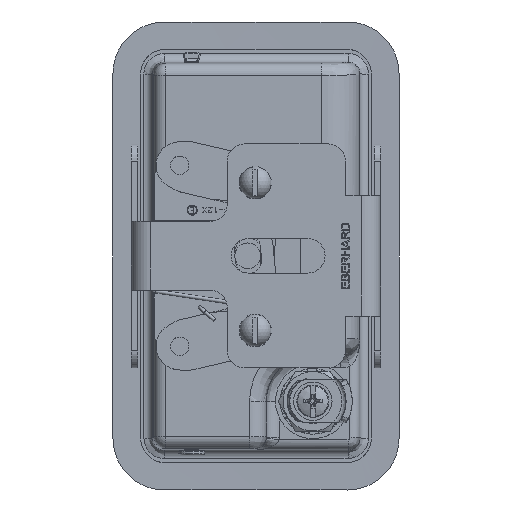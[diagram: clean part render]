
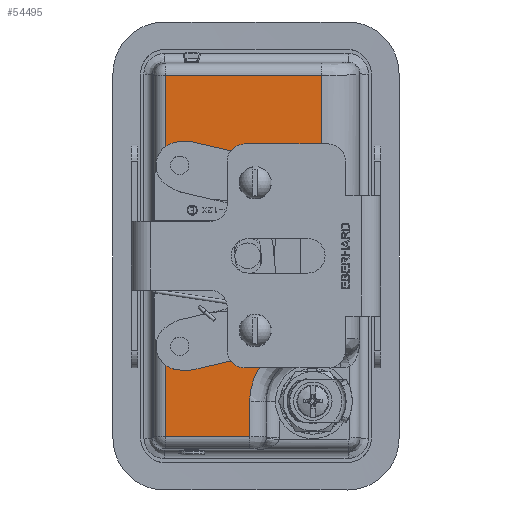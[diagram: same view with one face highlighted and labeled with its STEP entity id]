
A CAD part, top view. The second image highlights one B-rep face of the part: STEP entity #54495.
In plain terms, the highlighted planar face has unit normal (0, 0, 1).
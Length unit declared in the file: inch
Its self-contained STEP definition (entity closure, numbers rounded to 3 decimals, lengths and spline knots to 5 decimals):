
#50838=CARTESIAN_POINT('',(-1.2839,0.09375,0.8798));
#50839=VERTEX_POINT('',#50838);
#50840=CARTESIAN_POINT('',(-0.4089,0.09375,0.8798));
#50841=VERTEX_POINT('',#50840);
#50842=CARTESIAN_POINT('',(-1.2839,0.09375,0.8798));
#50843=DIRECTION('',(1.0,0.0,0.0));
#50844=VECTOR('',#50843,0.875);
#50845=LINE('',#50842,#50844);
#50846=EDGE_CURVE('',#50839,#50841,#50845,.T.);
#50878=CARTESIAN_POINT('',(-0.4089,-0.09375,0.8798));
#50879=VERTEX_POINT('',#50878);
#50880=CARTESIAN_POINT('',(-0.4089,0.09375,0.8798));
#50881=DIRECTION('',(0.0,-1.0,0.0));
#50882=VECTOR('',#50881,0.1875);
#50883=LINE('',#50880,#50882);
#50884=EDGE_CURVE('',#50841,#50879,#50883,.T.);
#50909=CARTESIAN_POINT('',(-1.2839,-0.09375,0.8798));
#50910=VERTEX_POINT('',#50909);
#50911=CARTESIAN_POINT('',(-0.4089,-0.09375,0.8798));
#50912=DIRECTION('',(-1.0,0.0,0.0));
#50913=VECTOR('',#50912,0.875);
#50914=LINE('',#50911,#50913);
#50915=EDGE_CURVE('',#50879,#50910,#50914,.T.);
#50940=CARTESIAN_POINT('',(-1.2839,-0.09375,0.8798));
#50941=DIRECTION('',(0.0,1.0,0.0));
#50942=VECTOR('',#50941,0.1875);
#50943=LINE('',#50940,#50942);
#50944=EDGE_CURVE('',#50910,#50839,#50943,.T.);
#50962=CARTESIAN_POINT('',(-0.01217,0.93175,0.8798));
#50963=VERTEX_POINT('',#50962);
#50964=CARTESIAN_POINT('',(-0.01217,1.06,0.8798));
#50965=DIRECTION('',(0.0,0.0,-1.0));
#50966=DIRECTION('',(0.0,1.0,0.0));
#50967=AXIS2_PLACEMENT_3D('',#50964,#50965,#50966);
#50968=CIRCLE('',#50967,0.12825);
#50969=EDGE_CURVE('',#50963,#50963,#50968,.T.);
#50990=CARTESIAN_POINT('',(-0.01217,-1.18825,0.8798));
#50991=VERTEX_POINT('',#50990);
#50992=CARTESIAN_POINT('',(-0.01217,-1.06,0.8798));
#50993=DIRECTION('',(0.0,0.0,-1.0));
#50994=DIRECTION('',(0.0,1.0,0.0));
#50995=AXIS2_PLACEMENT_3D('',#50992,#50993,#50994);
#50996=CIRCLE('',#50995,0.12825);
#50997=EDGE_CURVE('',#50991,#50991,#50996,.T.);
#53457=CARTESIAN_POINT('',(0.9556,-1.194,0.8798));
#53458=VERTEX_POINT('',#53457);
#54131=CARTESIAN_POINT('',(-0.09126,-2.62507,0.8798));
#54132=VERTEX_POINT('',#54131);
#54155=CARTESIAN_POINT('',(-0.09126,-2.11274,0.8798));
#54156=VERTEX_POINT('',#54155);
#54164=CARTESIAN_POINT('',(-0.09126,-2.11274,0.8798));
#54165=DIRECTION('',(0.0,-1.0,0.0));
#54166=VECTOR('',#54165,0.51233);
#54167=LINE('',#54164,#54166);
#54168=EDGE_CURVE('',#54156,#54132,#54167,.T.);
#54218=CARTESIAN_POINT('',(0.82748,-1.194,0.8798));
#54219=VERTEX_POINT('',#54218);
#54227=CARTESIAN_POINT('',(0.8286,-2.11386,0.8798));
#54228=DIRECTION('',(0.,0.,1.0));
#54229=DIRECTION('',(-0.707,0.707,0.));
#54230=AXIS2_PLACEMENT_3D('',#54227,#54228,#54229);
#54231=ELLIPSE('',#54230,0.92042,0.9193);
#54232=EDGE_CURVE('',#54219,#54156,#54231,.T.);
#54245=CARTESIAN_POINT('',(0.9556,-1.194,0.8798));
#54246=DIRECTION('',(-1.0,0.0,0.0));
#54247=VECTOR('',#54246,0.12812);
#54248=LINE('',#54245,#54247);
#54249=EDGE_CURVE('',#53458,#54219,#54248,.T.);
#54262=CARTESIAN_POINT('',(-1.3117,2.62507,0.8798));
#54263=VERTEX_POINT('',#54262);
#54286=CARTESIAN_POINT('',(-1.3117,-2.62507,0.8798));
#54287=VERTEX_POINT('',#54286);
#54314=CARTESIAN_POINT('',(-0.09126,-2.62507,0.8798));
#54315=DIRECTION('',(-1.0,0.0,0.0));
#54316=VECTOR('',#54315,1.22044);
#54317=LINE('',#54314,#54316);
#54318=EDGE_CURVE('',#54132,#54287,#54317,.T.);
#54331=CARTESIAN_POINT('',(-1.3117,-2.62507,0.8798));
#54332=DIRECTION('',(0.0,1.0,0.0));
#54333=VECTOR('',#54332,5.25015);
#54334=LINE('',#54331,#54333);
#54335=EDGE_CURVE('',#54287,#54263,#54334,.T.);
#54345=CARTESIAN_POINT('',(0.9556,2.62507,0.8798));
#54346=VERTEX_POINT('',#54345);
#54363=CARTESIAN_POINT('',(-1.3117,2.62507,0.8798));
#54364=DIRECTION('',(1.0,0.0,0.0));
#54365=VECTOR('',#54364,2.2673);
#54366=LINE('',#54363,#54365);
#54367=EDGE_CURVE('',#54263,#54346,#54366,.T.);
#54460=CARTESIAN_POINT('',(0.9556,2.62507,0.8798));
#54461=DIRECTION('',(0.0,-1.0,0.0));
#54462=VECTOR('',#54461,3.81908);
#54463=LINE('',#54460,#54462);
#54464=EDGE_CURVE('',#54346,#53458,#54463,.T.);
#54469=CARTESIAN_POINT('',(0.00302,0.,0.8798));
#54470=DIRECTION('',(0.0,0.0,-1.0));
#54471=DIRECTION('',(0.0,-1.0,0.0));
#54472=AXIS2_PLACEMENT_3D('',#54469,#54470,#54471);
#54473=PLANE('',#54472);
#54474=ORIENTED_EDGE('',*,*,#54249,.F.);
#54475=ORIENTED_EDGE('',*,*,#54464,.F.);
#54476=ORIENTED_EDGE('',*,*,#54367,.F.);
#54477=ORIENTED_EDGE('',*,*,#54335,.F.);
#54478=ORIENTED_EDGE('',*,*,#54318,.F.);
#54479=ORIENTED_EDGE('',*,*,#54168,.F.);
#54480=ORIENTED_EDGE('',*,*,#54232,.F.);
#54481=EDGE_LOOP('',(#54474,#54475,#54476,#54477,#54478,#54479,#54480));
#54482=FACE_OUTER_BOUND('',#54481,.T.);
#54483=ORIENTED_EDGE('',*,*,#50915,.T.);
#54484=ORIENTED_EDGE('',*,*,#50944,.T.);
#54485=ORIENTED_EDGE('',*,*,#50846,.T.);
#54486=ORIENTED_EDGE('',*,*,#50884,.T.);
#54487=EDGE_LOOP('',(#54483,#54484,#54485,#54486));
#54488=FACE_BOUND('',#54487,.T.);
#54489=ORIENTED_EDGE('',*,*,#50969,.T.);
#54490=EDGE_LOOP('',(#54489));
#54491=FACE_BOUND('',#54490,.T.);
#54492=ORIENTED_EDGE('',*,*,#50997,.T.);
#54493=EDGE_LOOP('',(#54492));
#54494=FACE_BOUND('',#54493,.T.);
#54495=ADVANCED_FACE('',(#54482,#54488,#54491,#54494),#54473,.F.);
